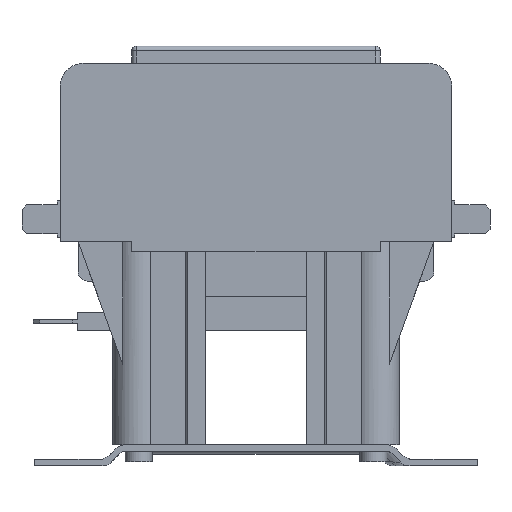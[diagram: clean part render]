
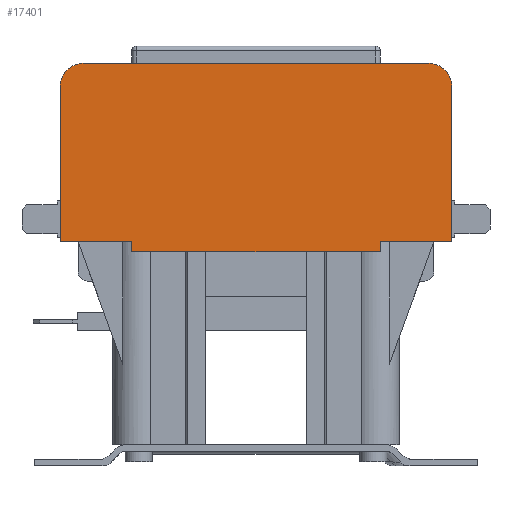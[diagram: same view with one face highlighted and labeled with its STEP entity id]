
A CAD part, left-side view. The second image highlights one B-rep face of the part: STEP entity #17401.
In plain terms, the highlighted planar face has unit normal (-1, 0, 0).
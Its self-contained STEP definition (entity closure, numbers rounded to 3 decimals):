
#1401=PLANE('',#18345);
#1979=LINE('',#25244,#3977);
#2051=LINE('',#25416,#4049);
#2673=LINE('',#26800,#4671);
#3133=LINE('',#27794,#5131);
#3179=LINE('',#27900,#5177);
#3181=LINE('',#27903,#5179);
#3183=LINE('',#27906,#5181);
#3194=LINE('',#27936,#5192);
#3977=VECTOR('',#19404,10.);
#4049=VECTOR('',#19546,10.);
#4671=VECTOR('',#20764,10.);
#5131=VECTOR('',#21664,10.);
#5177=VECTOR('',#21754,10.);
#5179=VECTOR('',#21758,10.);
#5181=VECTOR('',#21762,10.);
#5192=VECTOR('',#21791,10.);
#6308=FACE_OUTER_BOUND('',#7232,.T.);
#7232=EDGE_LOOP('',(#15689,#15690,#15691,#15692,#15693,#15694,#15695,#15696,
#15697,#15698));
#7455=CIRCLE('',#17796,5.);
#7469=CIRCLE('',#17824,5.);
#8114=VERTEX_POINT('',#25241);
#8115=VERTEX_POINT('',#25243);
#8179=VERTEX_POINT('',#25413);
#8180=VERTEX_POINT('',#25415);
#8185=VERTEX_POINT('',#25427);
#8215=VERTEX_POINT('',#25516);
#8643=VERTEX_POINT('',#26797);
#8644=VERTEX_POINT('',#26799);
#8995=VERTEX_POINT('',#27897);
#8996=VERTEX_POINT('',#27899);
#9961=EDGE_CURVE('',#8114,#8115,#1979,.T.);
#10045=EDGE_CURVE('',#8180,#8179,#2051,.T.);
#10051=EDGE_CURVE('',#8185,#8114,#7455,.T.);
#10096=EDGE_CURVE('',#8115,#8215,#7469,.T.);
#10733=EDGE_CURVE('',#8644,#8643,#2673,.T.);
#11225=EDGE_CURVE('',#8643,#8215,#3133,.T.);
#11277=EDGE_CURVE('',#8996,#8995,#3179,.T.);
#11279=EDGE_CURVE('',#8995,#8644,#3181,.T.);
#11281=EDGE_CURVE('',#8179,#8996,#3183,.T.);
#11296=EDGE_CURVE('',#8180,#8185,#3194,.T.);
#15689=ORIENTED_EDGE('',*,*,#10051,.F.);
#15690=ORIENTED_EDGE('',*,*,#11296,.F.);
#15691=ORIENTED_EDGE('',*,*,#10045,.T.);
#15692=ORIENTED_EDGE('',*,*,#11281,.T.);
#15693=ORIENTED_EDGE('',*,*,#11277,.T.);
#15694=ORIENTED_EDGE('',*,*,#11279,.T.);
#15695=ORIENTED_EDGE('',*,*,#10733,.T.);
#15696=ORIENTED_EDGE('',*,*,#11225,.T.);
#15697=ORIENTED_EDGE('',*,*,#10096,.F.);
#15698=ORIENTED_EDGE('',*,*,#9961,.F.);
#17401=ADVANCED_FACE('',(#6308),#1401,.T.);
#17796=AXIS2_PLACEMENT_3D('',#25428,#19554,#19555);
#17824=AXIS2_PLACEMENT_3D('',#25517,#19641,#19642);
#18345=AXIS2_PLACEMENT_3D('',#27935,#21789,#21790);
#19404=DIRECTION('',(0.,-1.,0.));
#19546=DIRECTION('',(0.,-1.,0.));
#19554=DIRECTION('center_axis',(1.,0.,0.));
#19555=DIRECTION('ref_axis',(0.,0.707,0.707));
#19641=DIRECTION('center_axis',(1.,0.,0.));
#19642=DIRECTION('ref_axis',(0.,-0.707,0.707));
#20764=DIRECTION('',(0.,-1.,0.));
#21664=DIRECTION('',(0.,0.,1.));
#21754=DIRECTION('',(0.,-1.,0.));
#21758=DIRECTION('',(0.,0.,1.));
#21762=DIRECTION('',(0.,0.,-1.));
#21789=DIRECTION('center_axis',(-1.,0.,0.));
#21790=DIRECTION('ref_axis',(0.,-1.,0.));
#21791=DIRECTION('',(0.,0.,1.));
#25241=CARTESIAN_POINT('',(-36.5,37.6,87.56));
#25243=CARTESIAN_POINT('',(-36.5,-37.6,87.56));
#25244=CARTESIAN_POINT('',(-36.5,42.6,87.56));
#25413=CARTESIAN_POINT('',(-36.5,27.08,48.8));
#25415=CARTESIAN_POINT('',(-36.5,42.6,48.8));
#25416=CARTESIAN_POINT('',(-36.5,42.6,48.8));
#25427=CARTESIAN_POINT('',(-36.5,42.6,82.56));
#25428=CARTESIAN_POINT('Origin',(-36.5,37.6,82.56));
#25516=CARTESIAN_POINT('',(-36.5,-42.6,82.56));
#25517=CARTESIAN_POINT('Origin',(-36.5,-37.6,82.56));
#26797=CARTESIAN_POINT('',(-36.5,-42.6,48.8));
#26799=CARTESIAN_POINT('',(-36.5,-27.08,48.8));
#26800=CARTESIAN_POINT('',(-36.5,42.6,48.8));
#27794=CARTESIAN_POINT('',(-36.5,-42.6,48.8));
#27897=CARTESIAN_POINT('',(-36.5,-27.08,46.6));
#27899=CARTESIAN_POINT('',(-36.5,27.08,46.6));
#27900=CARTESIAN_POINT('',(-36.5,27.08,46.6));
#27903=CARTESIAN_POINT('',(-36.5,-27.08,46.6));
#27906=CARTESIAN_POINT('',(-36.5,27.08,48.8));
#27935=CARTESIAN_POINT('Origin',(-36.5,42.6,48.8));
#27936=CARTESIAN_POINT('',(-36.5,42.6,48.8));
